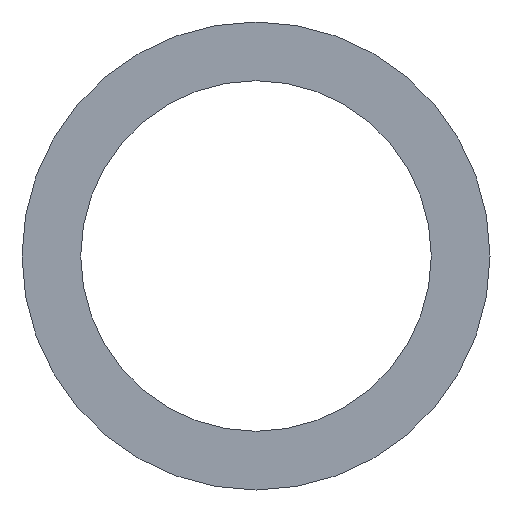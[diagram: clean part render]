
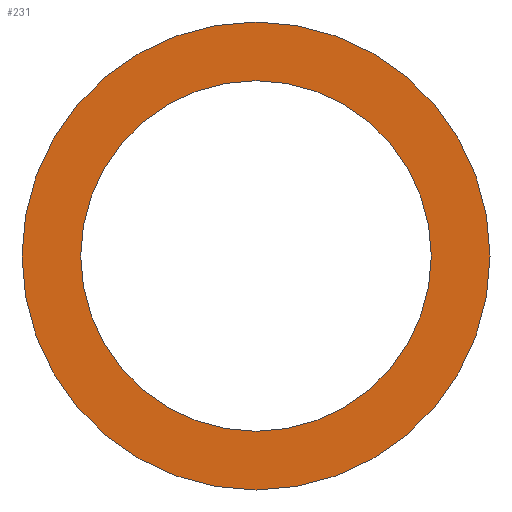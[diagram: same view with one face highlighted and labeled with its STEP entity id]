
A CAD part, front view. The second image highlights one B-rep face of the part: STEP entity #231.
In plain terms, the highlighted planar face has unit normal (0, -1, 0).
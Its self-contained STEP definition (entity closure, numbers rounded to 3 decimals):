
#6 = DIRECTION ( 'NONE',  ( 0., 0., -1. ) ) ;
#8 = EDGE_CURVE ( 'NONE', #315, #44, #288, .T. ) ;
#10 = CARTESIAN_POINT ( 'NONE',  ( 0., 0., 0. ) ) ;
#11 = DIRECTION ( 'NONE',  ( 0., -1., 0. ) ) ;
#13 = EDGE_CURVE ( 'NONE', #140, #90, #363, .T. ) ;
#15 = CARTESIAN_POINT ( 'NONE',  ( 0., 0., 0. ) ) ;
#29 = EDGE_CURVE ( 'NONE', #44, #315, #212, .T. ) ;
#44 = VERTEX_POINT ( 'NONE', #348 ) ;
#46 = EDGE_CURVE ( 'NONE', #90, #140, #353, .T. ) ;
#49 = EDGE_LOOP ( 'NONE', ( #339, #292 ) ) ;
#59 = DIRECTION ( 'NONE',  ( 0., -1., 0. ) ) ;
#78 = AXIS2_PLACEMENT_3D ( 'NONE', #15, #59, #6 ) ;
#90 = VERTEX_POINT ( 'NONE', #243 ) ;
#91 = CARTESIAN_POINT ( 'NONE',  ( 0., 0., 0. ) ) ;
#93 = AXIS2_PLACEMENT_3D ( 'NONE', #216, #322, #118 ) ;
#95 = EDGE_LOOP ( 'NONE', ( #128, #171 ) ) ;
#118 = DIRECTION ( 'NONE',  ( 0., 0., 1. ) ) ;
#119 = AXIS2_PLACEMENT_3D ( 'NONE', #91, #293, #121 ) ;
#121 = DIRECTION ( 'NONE',  ( 0., 0., -1. ) ) ;
#128 = ORIENTED_EDGE ( 'NONE', *, *, #46, .F. ) ;
#135 = AXIS2_PLACEMENT_3D ( 'NONE', #323, #143, #350 ) ;
#140 = VERTEX_POINT ( 'NONE', #148 ) ;
#143 = DIRECTION ( 'NONE',  ( 0., -1., 0. ) ) ;
#148 = CARTESIAN_POINT ( 'NONE',  ( 0., 0., 20.6 ) ) ;
#171 = ORIENTED_EDGE ( 'NONE', *, *, #13, .F. ) ;
#176 = AXIS2_PLACEMENT_3D ( 'NONE', #10, #11, #210 ) ;
#198 = FACE_OUTER_BOUND ( 'NONE', #49, .T. ) ;
#210 = DIRECTION ( 'NONE',  ( 0., 0., -1. ) ) ;
#212 = CIRCLE ( 'NONE', #135, 27.5 ) ;
#216 = CARTESIAN_POINT ( 'NONE',  ( 0., 0., 20.6 ) ) ;
#231 = ADVANCED_FACE ( 'NONE', ( #329, #198 ), #349, .F. ) ;
#243 = CARTESIAN_POINT ( 'NONE',  ( 0., 0., -20.6 ) ) ;
#288 = CIRCLE ( 'NONE', #78, 27.5 ) ;
#292 = ORIENTED_EDGE ( 'NONE', *, *, #29, .T. ) ;
#293 = DIRECTION ( 'NONE',  ( 0., -1., 0. ) ) ;
#306 = CARTESIAN_POINT ( 'NONE',  ( 0., 0., -27.5 ) ) ;
#315 = VERTEX_POINT ( 'NONE', #306 ) ;
#322 = DIRECTION ( 'NONE',  ( 0., 1., 0. ) ) ;
#323 = CARTESIAN_POINT ( 'NONE',  ( 0., 0., 0. ) ) ;
#329 = FACE_BOUND ( 'NONE', #95, .T. ) ;
#339 = ORIENTED_EDGE ( 'NONE', *, *, #8, .T. ) ;
#348 = CARTESIAN_POINT ( 'NONE',  ( 0., 0., 27.5 ) ) ;
#349 = PLANE ( 'NONE',  #93 ) ;
#350 = DIRECTION ( 'NONE',  ( 0., 0., -1. ) ) ;
#353 = CIRCLE ( 'NONE', #176, 20.6 ) ;
#363 = CIRCLE ( 'NONE', #119, 20.6 ) ;
